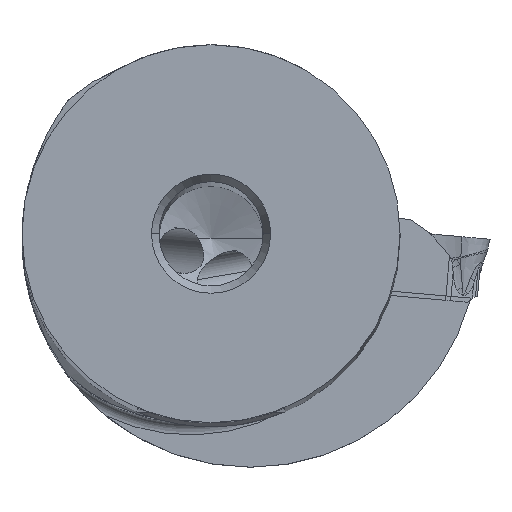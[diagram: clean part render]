
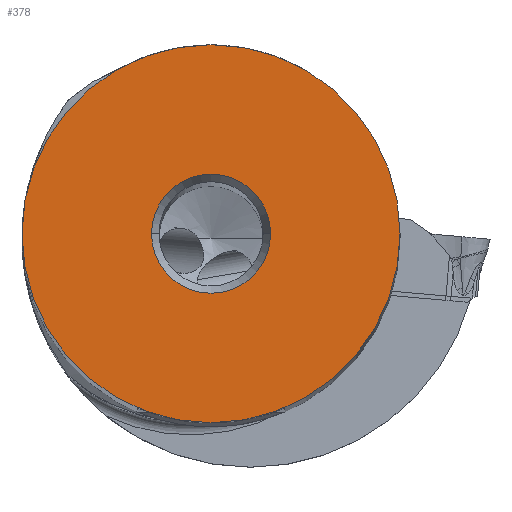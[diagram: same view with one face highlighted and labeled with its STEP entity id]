
A CAD part, top view. The second image highlights one B-rep face of the part: STEP entity #378.
In plain terms, the highlighted planar face has unit normal (0, 0, 1).
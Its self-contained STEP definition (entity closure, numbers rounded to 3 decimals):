
#67=FACE_BOUND('',#779,.T.);
#68=FACE_BOUND('',#780,.T.);
#378=ADVANCED_FACE('',(#67,#68),#436,.T.);
#436=PLANE('',#3808);
#779=EDGE_LOOP('',(#1754,#1755));
#780=EDGE_LOOP('',(#1756,#1757));
#1754=ORIENTED_EDGE('',*,*,#2705,.T.);
#1755=ORIENTED_EDGE('',*,*,#2697,.T.);
#1756=ORIENTED_EDGE('',*,*,#2711,.T.);
#1757=ORIENTED_EDGE('',*,*,#2712,.T.);
#2189=VERTEX_POINT('',#11228);
#2190=VERTEX_POINT('',#11229);
#2201=VERTEX_POINT('',#11256);
#2202=VERTEX_POINT('',#11257);
#2697=EDGE_CURVE('',#2189,#2190,#3131,.T.);
#2705=EDGE_CURVE('',#2190,#2189,#3132,.T.);
#2711=EDGE_CURVE('',#2201,#2202,#3133,.T.);
#2712=EDGE_CURVE('',#2202,#2201,#3134,.T.);
#3131=CIRCLE('',#3796,12.7);
#3132=CIRCLE('',#3801,12.7);
#3133=CIRCLE('',#3806,4.);
#3134=CIRCLE('',#3807,4.);
#3796=AXIS2_PLACEMENT_3D('',#11227,#4410,#4411);
#3801=AXIS2_PLACEMENT_3D('',#11243,#4424,#4425);
#3806=AXIS2_PLACEMENT_3D('',#11255,#4436,#4437);
#3807=AXIS2_PLACEMENT_3D('',#11258,#4438,#4439);
#3808=AXIS2_PLACEMENT_3D('',#11259,#4440,#4441);
#4410=DIRECTION('',(0.,0.,1.));
#4411=DIRECTION('',(1.,0.,0.));
#4424=DIRECTION('',(0.,0.,1.));
#4425=DIRECTION('',(-1.,0.,0.));
#4436=DIRECTION('',(0.,0.,-1.));
#4437=DIRECTION('',(-1.,0.,0.));
#4438=DIRECTION('',(0.,0.,-1.));
#4439=DIRECTION('',(1.,0.,0.));
#4440=DIRECTION('',(0.,0.,1.));
#4441=DIRECTION('',(-1.,0.,0.));
#11227=CARTESIAN_POINT('',(0.,0.,0.));
#11228=CARTESIAN_POINT('',(12.7,0.,0.));
#11229=CARTESIAN_POINT('',(-12.7,0.,0.));
#11243=CARTESIAN_POINT('',(0.,0.,0.));
#11255=CARTESIAN_POINT('',(0.,0.,0.));
#11256=CARTESIAN_POINT('',(-4.,0.,0.));
#11257=CARTESIAN_POINT('',(4.,0.,0.));
#11258=CARTESIAN_POINT('',(0.,0.,0.));
#11259=CARTESIAN_POINT('',(0.,0.,0.));
